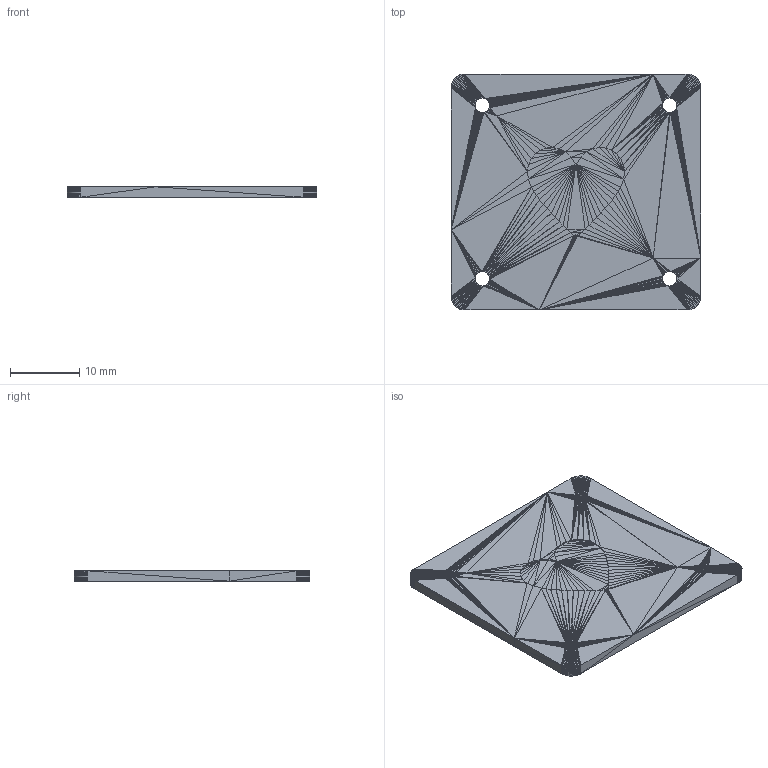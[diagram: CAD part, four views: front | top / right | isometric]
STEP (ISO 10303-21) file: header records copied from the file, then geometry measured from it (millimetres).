
FILE_DESCRIPTION((''),'2;1');
FILE_NAME('heart', '2026-02-17T21:37:22', (''), (''), 'ImageToStl.com STEP Converter','', '');
FILE_SCHEMA(('AUTOMOTIVE_DESIGN_CC2'));
Length unit declared in the file: metre
Products named in the file (1): product0
Bounding box: 36 x 34 x 1.5 mm (x, y, z)
Surface area: 2666.7 mm2 (no closed solid volume)
Topology: 0 solids, 1502 shells, 1502 faces, 4506 edges, 745 vertices
Faces by surface type: plane 1502
Entity records: 34562 total; most frequent: DIRECTION 7512, ORIENTED_EDGE 4506, EDGE_CURVE 4506, LINE 4506, VECTOR 4506, AXIS2_PLACEMENT_3D 1503, FACE_SURFACE 1502, PLANE 1502
